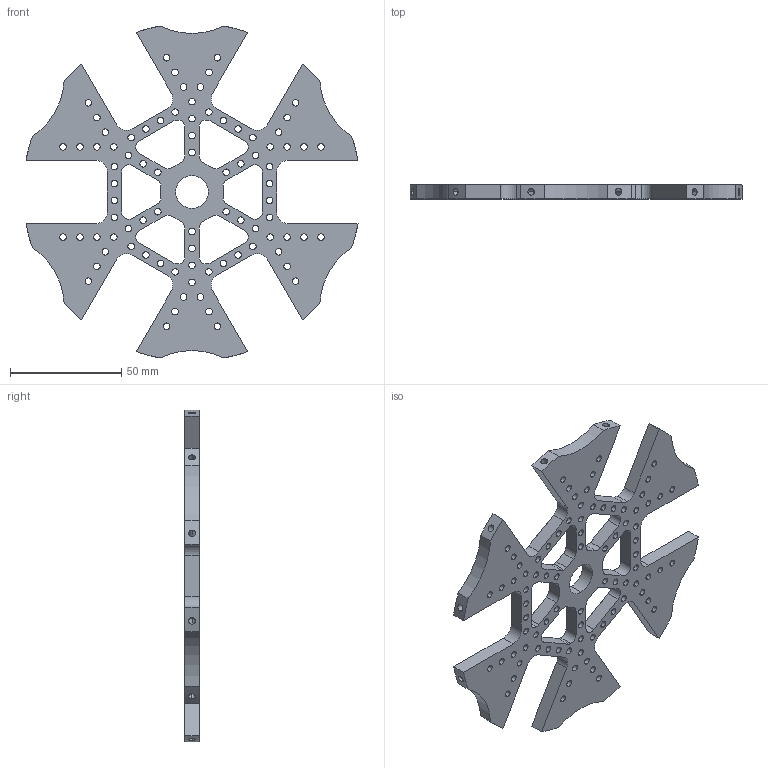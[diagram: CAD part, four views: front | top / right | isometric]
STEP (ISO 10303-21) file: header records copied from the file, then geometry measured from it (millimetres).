
FILE_DESCRIPTION (( 'STEP AP203' ), '1' );
FILE_NAME ('LV3.1.7_bulkhead.STEP', '2019-08-30T22:46:11', ( '' ), ( '' ), 'SwSTEP 2.0', 'SolidWorks 2018', '' );
FILE_SCHEMA (( 'CONFIG_CONTROL_DESIGN' ));
Length unit declared in the file: inch
Products named in the file (1): LV3.1.7_bulkhead
Bounding box: 149.46 x 6.35 x 149.46 mm (x, y, z)
Volume: 52682.5 mm3; surface area: 31534.9 mm2
Topology: 1 solids, 1 shells, 493 faces, 1281 edges, 778 vertices
Faces by surface type: cylinder 257, cone 192, plane 44
Entity records: 15984 total; most frequent: CARTESIAN_POINT 3129, DIRECTION 2879, ORIENTED_EDGE 2514, EDGE_CURVE 1257, AXIS2_PLACEMENT_3D 1152, VERTEX_POINT 778, EDGE_LOOP 687, CIRCLE 658
